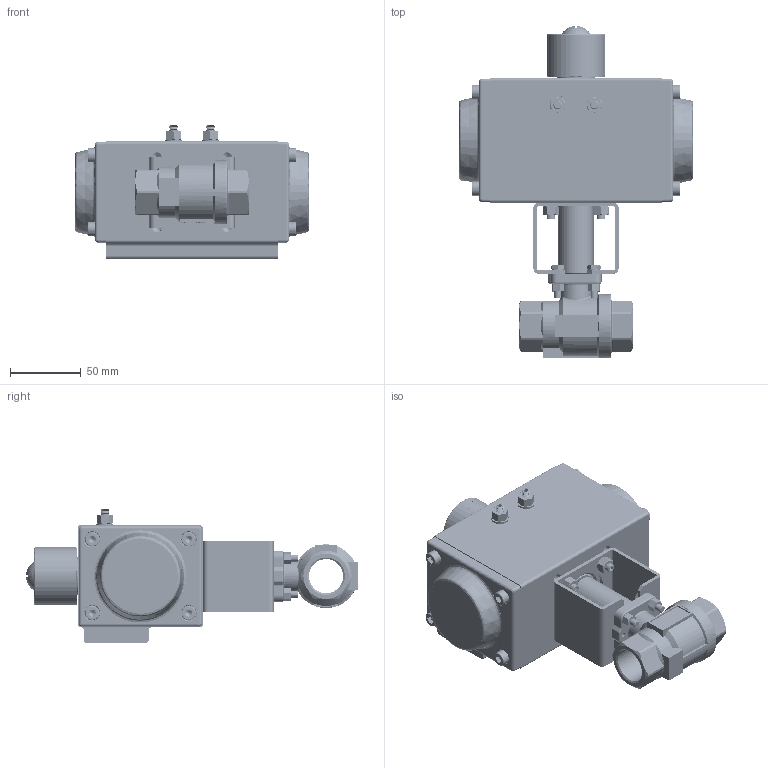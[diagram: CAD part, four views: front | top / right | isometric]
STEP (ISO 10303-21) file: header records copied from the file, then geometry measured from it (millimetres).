
FILE_DESCRIPTION (( 'STEP AP214' ), '1' );
FILE_NAME ('PK02_DN20_EWZ_DVGW.STEP', '2024-01-31T12:29:15', ( '' ), ( '' ), 'SwSTEP 2.0', 'SolidWorks 2021', '' );
FILE_SCHEMA (( 'AUTOMOTIVE_DESIGN' ));
Length unit declared in the file: metre
Products named in the file (34): hex nut gradec_din_Hexagon Nut ISO 4034 - M5 - N; hex nut gradec_din_Hexagon Nut ISO 4034 - M6 - N; GD-063-090-V14-FG-SA-Doku_12; GK06_DN20; socket set screw flat point_din_DIN 913 - M6 x 35-S; GD-063-090-V14-FG-SA-Doku_13; GD-063-090-V14-FG-SA-Doku_11; GD-063-090-V14-FG-SA-Doku_15; GD-063-090-V14-FG-SA-Doku_19; GD-063-090-V14-FG-SA-Doku; BR03030550; socket set screw flat point_din_DIN 913 - M6 x 25-N; GD-063-090-V14-FG-SA-Doku_8; GD-063-090-V14-FG-SA-Doku_10; GD-063-090-V14-FG-SA-Doku_17; GD-063-090-V14-FG-SA-Doku_22; GD-063-090-V14-FG-SA-Doku_5; GD-063-090-V14-FG-SA-Doku_2; hex screw gradeab_din_DIN EN 24017 - M5 x 20-N; GD-063-090-V14-FG-SA-Doku_23; GD-063-090-V14-FG-SA-Doku_20; PK02_DN20_EWZ_DVGW; socket set screw flat point_din_DIN 913 - M6 x 16-S; GD-063-090-V14-FG-SA-Doku_3; GD-063-090-V14-FG-SA-Doku_24; GD-063-090-V14-FG-SA-Doku_25; AN02_GD-GS-063; GD-063-090-V14-FG-SA-Doku_7; GD-063-090-V14-FG-SA-Doku_14; GD-063-090-V14-FG-SA-Doku_18; GD-063-090-V14-FG-SA-Doku_9; GD-063-090-V14-FG-SA-Doku_6; GD-063-090-V14-FG-SA-Doku_4; AD01145025_AD01145025
Assembly tree (45 placements, depth 3):
  PK02_DN20_EWZ_DVGW
    GK06_DN20
    BR03030550
    AD01145025_AD01145025
    AN02_GD-GS-063
      GD-063-090-V14-FG-SA-Doku_9
      GD-063-090-V14-FG-SA-Doku_17
      GD-063-090-V14-FG-SA-Doku_5
      GD-063-090-V14-FG-SA-Doku_25
      GD-063-090-V14-FG-SA-Doku_18
      GD-063-090-V14-FG-SA-Doku_3
      GD-063-090-V14-FG-SA-Doku_14
      GD-063-090-V14-FG-SA-Doku_12
      GD-063-090-V14-FG-SA-Doku_2
      GD-063-090-V14-FG-SA-Doku_4
      GD-063-090-V14-FG-SA-Doku_19
      GD-063-090-V14-FG-SA-Doku_11
      GD-063-090-V14-FG-SA-Doku_23
      GD-063-090-V14-FG-SA-Doku_22
      GD-063-090-V14-FG-SA-Doku_13
      GD-063-090-V14-FG-SA-Doku_20
      GD-063-090-V14-FG-SA-Doku_8
      GD-063-090-V14-FG-SA-Doku_24
      GD-063-090-V14-FG-SA-Doku_10
      GD-063-090-V14-FG-SA-Doku
      GD-063-090-V14-FG-SA-Doku_7
      GD-063-090-V14-FG-SA-Doku_6
      GD-063-090-V14-FG-SA-Doku_15
      socket set screw flat point_din_DIN 913 - M6 x 35-S
      socket set screw flat point_din_DIN 913 - M6 x 16-S
    socket set screw flat point_din_DIN 913 - M6 x 25-N  x4
    hex screw gradeab_din_DIN EN 24017 - M5 x 20-N  x4
    hex nut gradec_din_Hexagon Nut ISO 4034 - M5 - N  x4
    hex nut gradec_din_Hexagon Nut ISO 4034 - M6 - N  x4
Bounding box: 165 x 234.15 x 94.29 mm (x, y, z)
Volume: 128139.9 mm3; surface area: 227920.6 mm2
Topology: 22 solids, 2489 shells, 3775 faces, 14635 edges, 13140 vertices
Faces by surface type: cylinder 1109, bspline 1079, plane 948, cone 605, torus 30, sphere 4
Entity records: 225606 total; most frequent: CARTESIAN_POINT 113599, DIRECTION 21214, ORIENTED_EDGE 16146, EDGE_CURVE 13730, VERTEX_POINT 12774, AXIS2_PLACEMENT_3D 8098, CIRCLE 5652, LINE 5018
